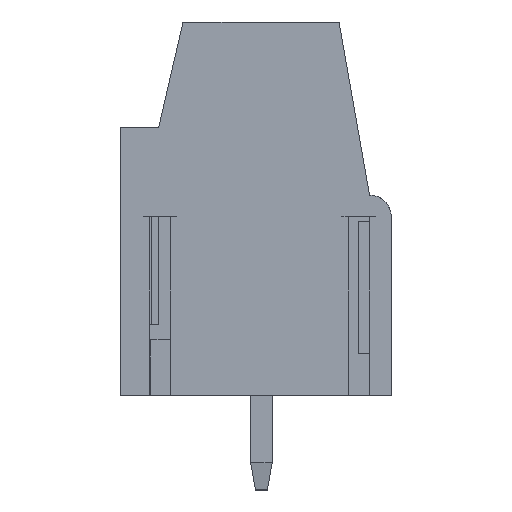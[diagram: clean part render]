
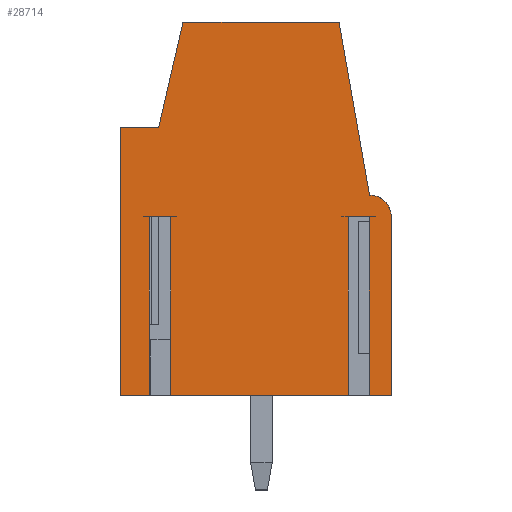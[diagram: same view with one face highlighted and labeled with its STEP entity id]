
A CAD part, left-side view. The second image highlights one B-rep face of the part: STEP entity #28714.
In plain terms, the highlighted planar face has unit normal (-1, 0, 0).
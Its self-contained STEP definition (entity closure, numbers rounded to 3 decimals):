
#28630=AXIS2_PLACEMENT_3D('Plane Axis2P3D',#28627,#28628,#28629) ;
#28660=AXIS2_PLACEMENT_3D('Circle Axis2P3D',#28658,#28659,$) ;
#27527=CARTESIAN_POINT('Vertex',(0.,10.,13.4)) ;
#27611=CARTESIAN_POINT('Vertex',(0.,10.,3.5)) ;
#27614=CARTESIAN_POINT('Line Origine',(0.,10.,8.45)) ;
#27671=CARTESIAN_POINT('Vertex',(0.,7.7,17.3)) ;
#27720=CARTESIAN_POINT('Vertex',(0.,8.6,13.4)) ;
#27723=CARTESIAN_POINT('Line Origine',(0.,8.15,15.35)) ;
#27799=CARTESIAN_POINT('Line Origine',(0.,9.3,13.4)) ;
#27993=CARTESIAN_POINT('Vertex',(0.,8.16,3.5)) ;
#28007=CARTESIAN_POINT('Vertex',(0.,8.94,3.5)) ;
#28010=CARTESIAN_POINT('Line Origine',(0.,9.47,3.5)) ;
#28082=CARTESIAN_POINT('Vertex',(0.,0.,3.5)) ;
#28085=CARTESIAN_POINT('Line Origine',(0.,0.405,3.5)) ;
#28089=CARTESIAN_POINT('Vertex',(0.,0.81,3.5)) ;
#28110=CARTESIAN_POINT('Vertex',(0.,1.59,3.5)) ;
#28113=CARTESIAN_POINT('Line Origine',(0.,4.875,3.5)) ;
#28627=CARTESIAN_POINT('Axis2P3D Location',(0.,10.,0.3)) ;
#28632=CARTESIAN_POINT('Line Origine',(0.,1.59,6.8)) ;
#28636=CARTESIAN_POINT('Vertex',(0.,1.59,10.1)) ;
#28639=CARTESIAN_POINT('Line Origine',(0.,1.2,10.1)) ;
#28643=CARTESIAN_POINT('Vertex',(0.,0.81,10.1)) ;
#28646=CARTESIAN_POINT('Line Origine',(0.,0.81,6.8)) ;
#28651=CARTESIAN_POINT('Line Origine',(0.,0.,6.8)) ;
#28655=CARTESIAN_POINT('Vertex',(0.,0.,10.1)) ;
#28658=CARTESIAN_POINT('Axis2P3D Location',(0.,0.8,10.1)) ;
#28662=CARTESIAN_POINT('Vertex',(0.,0.8,10.9)) ;
#28665=CARTESIAN_POINT('Line Origine',(0.,1.364,14.1)) ;
#28669=CARTESIAN_POINT('Vertex',(0.,1.928,17.3)) ;
#28672=CARTESIAN_POINT('Line Origine',(0.,4.814,17.3)) ;
#28677=CARTESIAN_POINT('Line Origine',(0.,8.94,6.8)) ;
#28681=CARTESIAN_POINT('Vertex',(0.,8.94,10.1)) ;
#28684=CARTESIAN_POINT('Line Origine',(0.,8.55,10.1)) ;
#28688=CARTESIAN_POINT('Vertex',(0.,8.16,10.1)) ;
#28691=CARTESIAN_POINT('Line Origine',(0.,8.16,6.8)) ;
#27615=DIRECTION('Vector Direction',(0.,0.,1.)) ;
#27724=DIRECTION('Vector Direction',(0.,-0.225,0.974)) ;
#27800=DIRECTION('Vector Direction',(0.,-1.,0.)) ;
#28011=DIRECTION('Vector Direction',(0.,-1.,0.)) ;
#28086=DIRECTION('Vector Direction',(0.,-1.,0.)) ;
#28114=DIRECTION('Vector Direction',(0.,-1.,0.)) ;
#28628=DIRECTION('Axis2P3D Direction',(1.,0.,0.)) ;
#28629=DIRECTION('Axis2P3D XDirection',(0.,0.,-1.)) ;
#28633=DIRECTION('Vector Direction',(0.,0.,1.)) ;
#28640=DIRECTION('Vector Direction',(0.,1.,0.)) ;
#28647=DIRECTION('Vector Direction',(0.,0.,1.)) ;
#28652=DIRECTION('Vector Direction',(0.,0.,-1.)) ;
#28659=DIRECTION('Axis2P3D Direction',(1.,0.,0.)) ;
#28666=DIRECTION('Vector Direction',(0.,-0.174,-0.985)) ;
#28673=DIRECTION('Vector Direction',(0.,-1.,0.)) ;
#28678=DIRECTION('Vector Direction',(0.,0.,1.)) ;
#28685=DIRECTION('Vector Direction',(0.,1.,0.)) ;
#28692=DIRECTION('Vector Direction',(0.,0.,1.)) ;
#27616=VECTOR('Line Direction',#27615,1.) ;
#27725=VECTOR('Line Direction',#27724,1.) ;
#27801=VECTOR('Line Direction',#27800,1.) ;
#28012=VECTOR('Line Direction',#28011,1.) ;
#28087=VECTOR('Line Direction',#28086,1.) ;
#28115=VECTOR('Line Direction',#28114,1.) ;
#28634=VECTOR('Line Direction',#28633,1.) ;
#28641=VECTOR('Line Direction',#28640,1.) ;
#28648=VECTOR('Line Direction',#28647,1.) ;
#28653=VECTOR('Line Direction',#28652,1.) ;
#28667=VECTOR('Line Direction',#28666,1.) ;
#28674=VECTOR('Line Direction',#28673,1.) ;
#28679=VECTOR('Line Direction',#28678,1.) ;
#28686=VECTOR('Line Direction',#28685,1.) ;
#28693=VECTOR('Line Direction',#28692,1.) ;
#28697=ORIENTED_EDGE('',*,*,#28638,.T.) ;
#28698=ORIENTED_EDGE('',*,*,#28645,.F.) ;
#28699=ORIENTED_EDGE('',*,*,#28650,.F.) ;
#28700=ORIENTED_EDGE('',*,*,#28091,.T.) ;
#28701=ORIENTED_EDGE('',*,*,#28657,.F.) ;
#28702=ORIENTED_EDGE('',*,*,#28664,.F.) ;
#28703=ORIENTED_EDGE('',*,*,#28671,.F.) ;
#28704=ORIENTED_EDGE('',*,*,#28676,.F.) ;
#28705=ORIENTED_EDGE('',*,*,#27727,.F.) ;
#28706=ORIENTED_EDGE('',*,*,#27803,.F.) ;
#28707=ORIENTED_EDGE('',*,*,#27618,.F.) ;
#28708=ORIENTED_EDGE('',*,*,#28014,.T.) ;
#28709=ORIENTED_EDGE('',*,*,#28683,.T.) ;
#28710=ORIENTED_EDGE('',*,*,#28690,.F.) ;
#28711=ORIENTED_EDGE('',*,*,#28695,.F.) ;
#28712=ORIENTED_EDGE('',*,*,#28117,.T.) ;
#28714=ADVANCED_FACE('HOUSING',(#28713),#28631,.F.) ;
#28661=CIRCLE('generated circle',#28660,0.8) ;
#27618=EDGE_CURVE('',#27612,#27528,#27617,.T.) ;
#27727=EDGE_CURVE('',#27721,#27672,#27726,.T.) ;
#27803=EDGE_CURVE('',#27528,#27721,#27802,.T.) ;
#28014=EDGE_CURVE('',#27612,#28008,#28013,.T.) ;
#28091=EDGE_CURVE('',#28090,#28083,#28088,.T.) ;
#28117=EDGE_CURVE('',#27994,#28111,#28116,.T.) ;
#28638=EDGE_CURVE('',#28111,#28637,#28635,.T.) ;
#28645=EDGE_CURVE('',#28644,#28637,#28642,.T.) ;
#28650=EDGE_CURVE('',#28090,#28644,#28649,.T.) ;
#28657=EDGE_CURVE('',#28656,#28083,#28654,.T.) ;
#28664=EDGE_CURVE('',#28663,#28656,#28661,.T.) ;
#28671=EDGE_CURVE('',#28670,#28663,#28668,.T.) ;
#28676=EDGE_CURVE('',#27672,#28670,#28675,.T.) ;
#28683=EDGE_CURVE('',#28008,#28682,#28680,.T.) ;
#28690=EDGE_CURVE('',#28689,#28682,#28687,.T.) ;
#28695=EDGE_CURVE('',#27994,#28689,#28694,.T.) ;
#28696=EDGE_LOOP('',(#28697,#28698,#28699,#28700,#28701,#28702,#28703,#28704,#28705,#28706,#28707,#28708,#28709,#28710,#28711,#28712)) ;
#28713=FACE_OUTER_BOUND('',#28696,.T.) ;
#27617=LINE('Line',#27614,#27616) ;
#27726=LINE('Line',#27723,#27725) ;
#27802=LINE('Line',#27799,#27801) ;
#28013=LINE('Line',#28010,#28012) ;
#28088=LINE('Line',#28085,#28087) ;
#28116=LINE('Line',#28113,#28115) ;
#28635=LINE('Line',#28632,#28634) ;
#28642=LINE('Line',#28639,#28641) ;
#28649=LINE('Line',#28646,#28648) ;
#28654=LINE('Line',#28651,#28653) ;
#28668=LINE('Line',#28665,#28667) ;
#28675=LINE('Line',#28672,#28674) ;
#28680=LINE('Line',#28677,#28679) ;
#28687=LINE('Line',#28684,#28686) ;
#28694=LINE('Line',#28691,#28693) ;
#28631=PLANE('',#28630) ;
#27528=VERTEX_POINT('',#27527) ;
#27612=VERTEX_POINT('',#27611) ;
#27672=VERTEX_POINT('',#27671) ;
#27721=VERTEX_POINT('',#27720) ;
#27994=VERTEX_POINT('',#27993) ;
#28008=VERTEX_POINT('',#28007) ;
#28083=VERTEX_POINT('',#28082) ;
#28090=VERTEX_POINT('',#28089) ;
#28111=VERTEX_POINT('',#28110) ;
#28637=VERTEX_POINT('',#28636) ;
#28644=VERTEX_POINT('',#28643) ;
#28656=VERTEX_POINT('',#28655) ;
#28663=VERTEX_POINT('',#28662) ;
#28670=VERTEX_POINT('',#28669) ;
#28682=VERTEX_POINT('',#28681) ;
#28689=VERTEX_POINT('',#28688) ;
